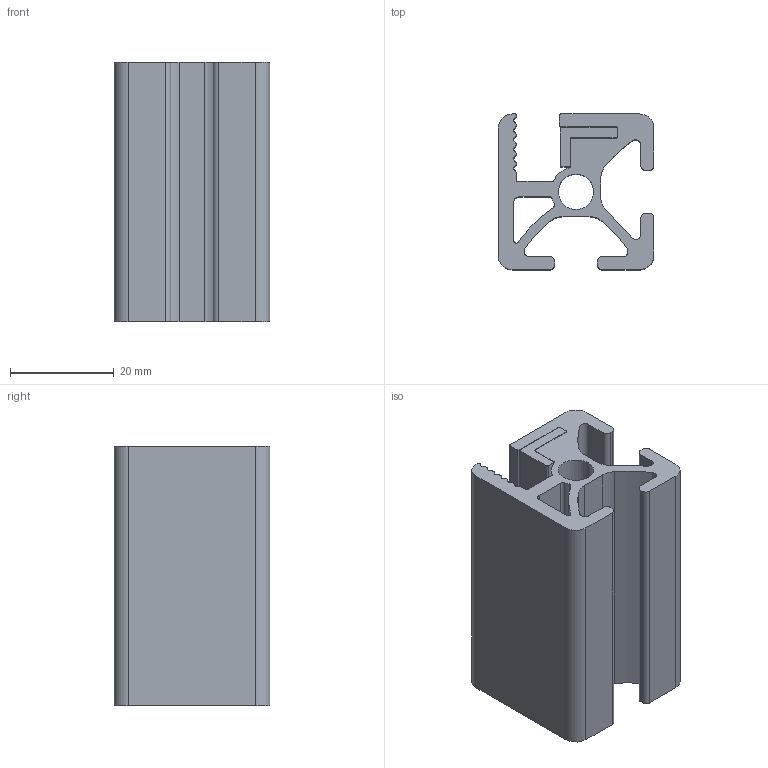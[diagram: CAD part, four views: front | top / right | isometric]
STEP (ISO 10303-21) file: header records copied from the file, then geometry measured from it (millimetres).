
FILE_DESCRIPTION (( 'STEP AP214' ), '1' );
FILE_NAME ('SAFE08H1826-Profilé d''encadrement 8 30x30.STEP', '2023-03-16T14:33:02', ( '' ), ( '' ), 'SwSTEP 2.0', 'SolidWorks 2021', '' );
FILE_SCHEMA (( 'AUTOMOTIVE_DESIGN' ));
Length unit declared in the file: millimetre
Products named in the file (1): SAFE08H1826-Profilé d''encadrement 8 30x30
Bounding box: 30.02 x 30.02 x 50 mm (x, y, z)
Volume: 21558.5 mm3; surface area: 16639.2 mm2
Topology: 2 solids, 2 shells, 104 faces, 300 edges, 200 vertices
Faces by surface type: cylinder 67, plane 37
Entity records: 3529 total; most frequent: DIRECTION 644, CARTESIAN_POINT 605, ORIENTED_EDGE 600, EDGE_CURVE 300, AXIS2_PLACEMENT_3D 239, VERTEX_POINT 200, LINE 166, VECTOR 166
